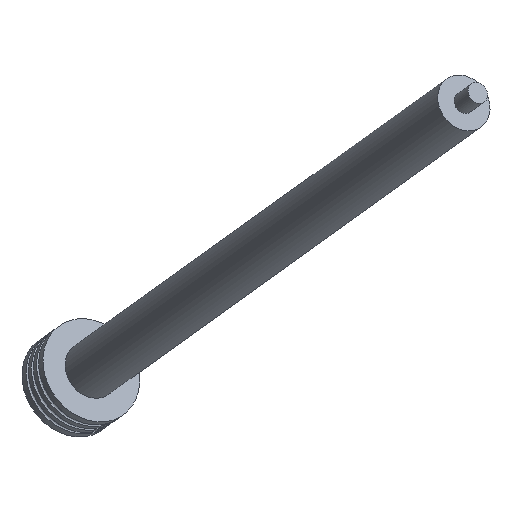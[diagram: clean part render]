
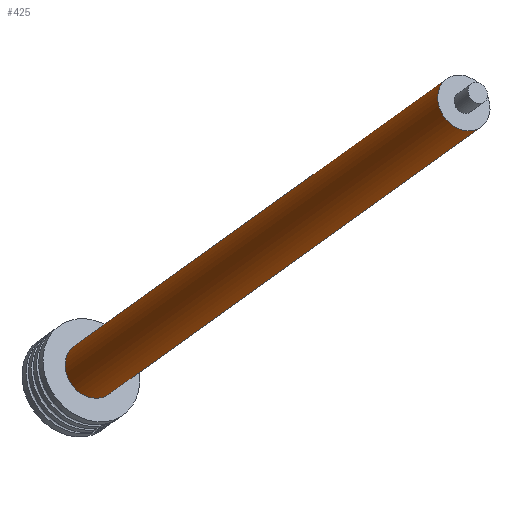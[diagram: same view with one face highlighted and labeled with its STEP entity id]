
A CAD part, isometric view. The second image highlights one B-rep face of the part: STEP entity #425.
In plain terms, the highlighted cylindrical face has radius 25.4 mm (diameter 50.8 mm), a partial arc.
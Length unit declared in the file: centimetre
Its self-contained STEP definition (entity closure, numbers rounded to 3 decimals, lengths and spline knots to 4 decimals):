
#5 = CIRCLE ( 'NONE', #568, 2.54 ) ;
#38 = AXIS2_PLACEMENT_3D ( 'NONE', #1029, #528, #185 ) ;
#56 = VERTEX_POINT ( 'NONE', #167 ) ;
#61 = DIRECTION ( 'NONE',  ( 0., 0.019, 1. ) ) ;
#84 = AXIS2_PLACEMENT_3D ( 'NONE', #709, #236, #716 ) ;
#92 = DIRECTION ( 'NONE',  ( 0., 1., -0.019 ) ) ;
#155 = ORIENTED_EDGE ( 'NONE', *, *, #853, .T. ) ;
#156 = EDGE_CURVE ( 'NONE', #560, #860, #351, .T. ) ;
#167 = CARTESIAN_POINT ( 'NONE',  ( 0., 56.7808, 84.5297 ) ) ;
#185 = DIRECTION ( 'NONE',  ( 0., 0.019, 1. ) ) ;
#227 = VECTOR ( 'NONE', #92, 100. ) ;
#236 = DIRECTION ( 'NONE',  ( 0., -1., 0.019 ) ) ;
#277 = ORIENTED_EDGE ( 'NONE', *, *, #836, .F. ) ;
#310 = CARTESIAN_POINT ( 'NONE',  ( 0., 63.6853, 89.4775 ) ) ;
#351 = LINE ( 'NONE', #310, #565 ) ;
#378 = CYLINDRICAL_SURFACE ( 'NONE', #38, 2.54 ) ;
#397 = EDGE_CURVE ( 'NONE', #399, #860, #431, .T. ) ;
#399 = VERTEX_POINT ( 'NONE', #720 ) ;
#425 = ADVANCED_FACE ( 'NONE', ( #630 ), #378, .T. ) ;
#431 = CIRCLE ( 'NONE', #84, 2.54 ) ;
#452 = DIRECTION ( 'NONE',  ( 0., 1., -0.019 ) ) ;
#519 = ORIENTED_EDGE ( 'NONE', *, *, #397, .T. ) ;
#525 = EDGE_LOOP ( 'NONE', ( #277, #155, #519, #821 ) ) ;
#528 = DIRECTION ( 'NONE',  ( 0., 1., -0.019 ) ) ;
#532 = LINE ( 'NONE', #862, #227 ) ;
#560 = VERTEX_POINT ( 'NONE', #919 ) ;
#565 = VECTOR ( 'NONE', #452, 100. ) ;
#568 = AXIS2_PLACEMENT_3D ( 'NONE', #878, #775, #61 ) ;
#630 = FACE_OUTER_BOUND ( 'NONE', #525, .T. ) ;
#656 = CARTESIAN_POINT ( 'NONE',  ( 0., 124.634, 88.3015 ) ) ;
#709 = CARTESIAN_POINT ( 'NONE',  ( 0., 124.585, 85.762 ) ) ;
#716 = DIRECTION ( 'NONE',  ( 0., -0.019, -1. ) ) ;
#720 = CARTESIAN_POINT ( 'NONE',  ( 0., 124.536, 83.2225 ) ) ;
#775 = DIRECTION ( 'NONE',  ( 0., -1., 0.019 ) ) ;
#821 = ORIENTED_EDGE ( 'NONE', *, *, #156, .F. ) ;
#836 = EDGE_CURVE ( 'NONE', #56, #560, #5, .T. ) ;
#853 = EDGE_CURVE ( 'NONE', #56, #399, #532, .T. ) ;
#860 = VERTEX_POINT ( 'NONE', #656 ) ;
#862 = CARTESIAN_POINT ( 'NONE',  ( 0., 63.5873, 84.3984 ) ) ;
#878 = CARTESIAN_POINT ( 'NONE',  ( 0., 56.8298, 87.0693 ) ) ;
#919 = CARTESIAN_POINT ( 'NONE',  ( 0., 56.8787, 89.6088 ) ) ;
#1029 = CARTESIAN_POINT ( 'NONE',  ( 0., 63.6363, 86.9379 ) ) ;
